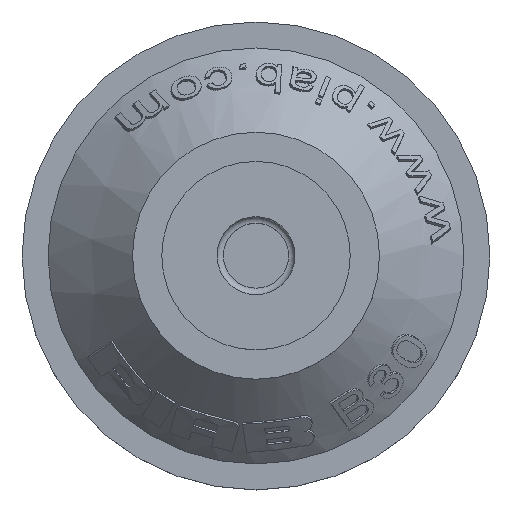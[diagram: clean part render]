
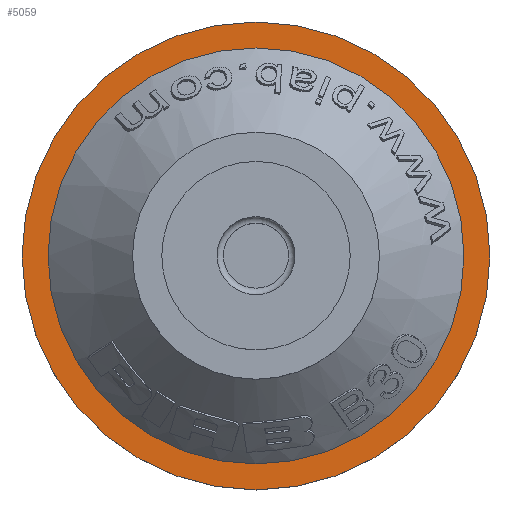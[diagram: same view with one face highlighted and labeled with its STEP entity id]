
A CAD part, top view. The second image highlights one B-rep face of the part: STEP entity #5059.
In plain terms, the highlighted planar face has unit normal (0, 0, 1).
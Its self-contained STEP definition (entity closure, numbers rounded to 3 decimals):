
#39=CIRCLE('',#5247,16.002);
#51=CIRCLE('',#5268,18.);
#229=PLANE('',#5269);
#1254=ORIENTED_EDGE('',*,*,#2000,.T.);
#1255=ORIENTED_EDGE('',*,*,#2013,.F.);
#2000=EDGE_CURVE('',#2384,#2384,#39,.T.);
#2013=EDGE_CURVE('',#2397,#2397,#51,.T.);
#2384=VERTEX_POINT('',#8471);
#2397=VERTEX_POINT('',#8509);
#2965=EDGE_LOOP('',(#1254));
#2966=EDGE_LOOP('',(#1255));
#3244=FACE_BOUND('',#2965,.T.);
#3245=FACE_BOUND('',#2966,.T.);
#5059=ADVANCED_FACE('',(#3244,#3245),#229,.T.);
#5247=AXIS2_PLACEMENT_3D('',#8470,#5677,#5678);
#5268=AXIS2_PLACEMENT_3D('',#8508,#5719,#5720);
#5269=AXIS2_PLACEMENT_3D('',#8510,#5721,#5722);
#5677=DIRECTION('',(0.,0.,-1.));
#5678=DIRECTION('',(-1.,0.,0.));
#5719=DIRECTION('',(0.,0.,-1.));
#5720=DIRECTION('',(-1.,0.,0.));
#5721=DIRECTION('',(0.,0.,1.));
#5722=DIRECTION('',(1.,0.,0.));
#8470=CARTESIAN_POINT('',(0.,0.,-14.5));
#8471=CARTESIAN_POINT('',(-16.002,0.,-14.5));
#8508=CARTESIAN_POINT('',(0.,0.,-14.5));
#8509=CARTESIAN_POINT('',(-18.,0.,-14.5));
#8510=CARTESIAN_POINT('',(0.,-18.,-14.5));
